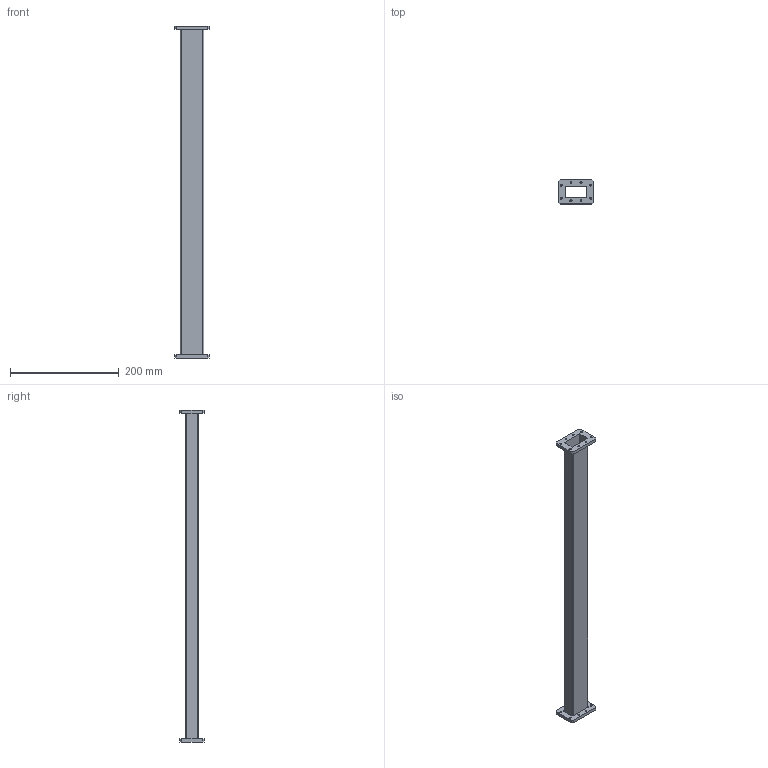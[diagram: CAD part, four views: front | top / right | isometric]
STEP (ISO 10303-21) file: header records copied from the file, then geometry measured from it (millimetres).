
FILE_DESCRIPTION (( 'STEP AP214' ), '1' );
FILE_NAME ('FM-W159TF001-24_3D.step', '2024-06-11T23:04:42', ( '' ), ( '' ), 'SwSTEP 2.0', 'SolidWorks 2022', '' );
FILE_SCHEMA (( 'AUTOMOTIVE_DESIGN' ));
Length unit declared in the file: inch
Products named in the file (1): FM-W159TF001-24_3D
Bounding box: 63.5 x 44.45 x 609.6 mm (x, y, z)
Volume: 143766.6 mm3; surface area: 162195.3 mm2
Topology: 1 solids, 1 shells, 112 faces, 276 edges, 184 vertices
Faces by surface type: cylinder 68, plane 44
Entity records: 3484 total; most frequent: DIRECTION 638, CARTESIAN_POINT 573, ORIENTED_EDGE 552, EDGE_CURVE 276, AXIS2_PLACEMENT_3D 249, VERTEX_POINT 184, EDGE_LOOP 164, VECTOR 140
